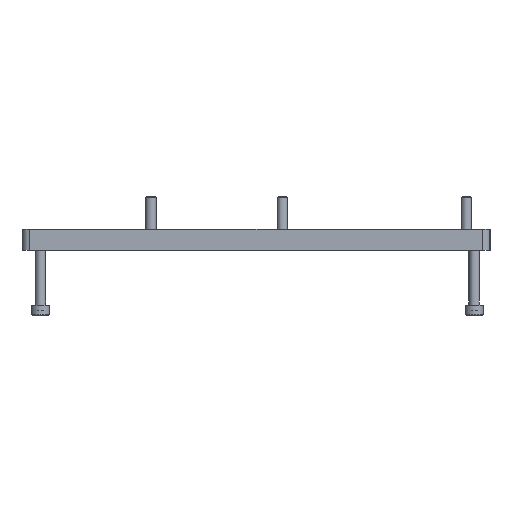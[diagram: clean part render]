
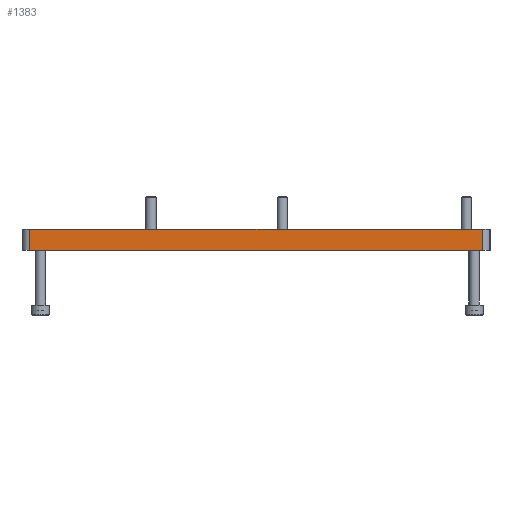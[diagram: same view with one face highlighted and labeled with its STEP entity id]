
A CAD part, left-side view. The second image highlights one B-rep face of the part: STEP entity #1383.
In plain terms, the highlighted planar face has unit normal (-1, 0, 0).
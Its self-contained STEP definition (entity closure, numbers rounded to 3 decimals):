
#9 = CARTESIAN_POINT ( 'NONE',  ( -227.25, -134.3, 0. ) ) ;
#65 = CARTESIAN_POINT ( 'NONE',  ( -227.25, -134.3, 8. ) ) ;
#134 = DIRECTION ( 'NONE',  ( 1., 0., 0. ) ) ;
#230 = LINE ( 'NONE', #4281, #2897 ) ;
#491 = EDGE_CURVE ( 'NONE', #2650, #2756, #737, .T. ) ;
#492 = VECTOR ( 'NONE', #3969, 1000. ) ;
#554 = LINE ( 'NONE', #1964, #492 ) ;
#573 = EDGE_CURVE ( 'NONE', #2063, #2756, #3416, .T. ) ;
#628 = ORIENTED_EDGE ( 'NONE', *, *, #3916, .T. ) ;
#737 = LINE ( 'NONE', #9, #2952 ) ;
#1064 = DIRECTION ( 'NONE',  ( 0., 0., -1. ) ) ;
#1383 = ADVANCED_FACE ( 'NONE', ( #3116 ), #3137, .F. ) ;
#1439 = CARTESIAN_POINT ( 'NONE',  ( -227.25, 37.7, 8. ) ) ;
#1568 = CARTESIAN_POINT ( 'NONE',  ( -227.25, -134.3, 8. ) ) ;
#1735 = CARTESIAN_POINT ( 'NONE',  ( -227.25, -134.3, 0. ) ) ;
#1764 = EDGE_LOOP ( 'NONE', ( #2706, #3303, #2101, #628 ) ) ;
#1771 = DIRECTION ( 'NONE',  ( 0., 0., -1. ) ) ;
#1964 = CARTESIAN_POINT ( 'NONE',  ( -227.25, 37.7, 8. ) ) ;
#2063 = VERTEX_POINT ( 'NONE', #1568 ) ;
#2101 = ORIENTED_EDGE ( 'NONE', *, *, #2880, .F. ) ;
#2158 = VERTEX_POINT ( 'NONE', #1439 ) ;
#2268 = VECTOR ( 'NONE', #1064, 1000. ) ;
#2403 = DIRECTION ( 'NONE',  ( 0., -1., 0. ) ) ;
#2586 = DIRECTION ( 'NONE',  ( 0., -1., 0. ) ) ;
#2615 = CARTESIAN_POINT ( 'NONE',  ( -227.25, 37.7, 0. ) ) ;
#2650 = VERTEX_POINT ( 'NONE', #2615 ) ;
#2706 = ORIENTED_EDGE ( 'NONE', *, *, #491, .T. ) ;
#2742 = CARTESIAN_POINT ( 'NONE',  ( -227.25, -134.3, 8. ) ) ;
#2756 = VERTEX_POINT ( 'NONE', #1735 ) ;
#2880 = EDGE_CURVE ( 'NONE', #2158, #2063, #230, .T. ) ;
#2897 = VECTOR ( 'NONE', #2586, 1000. ) ;
#2952 = VECTOR ( 'NONE', #2403, 1000. ) ;
#3116 = FACE_OUTER_BOUND ( 'NONE', #1764, .T. ) ;
#3137 = PLANE ( 'NONE',  #3998 ) ;
#3303 = ORIENTED_EDGE ( 'NONE', *, *, #573, .F. ) ;
#3416 = LINE ( 'NONE', #2742, #2268 ) ;
#3916 = EDGE_CURVE ( 'NONE', #2158, #2650, #554, .T. ) ;
#3969 = DIRECTION ( 'NONE',  ( 0., 0., -1. ) ) ;
#3998 = AXIS2_PLACEMENT_3D ( 'NONE', #65, #134, #1771 ) ;
#4281 = CARTESIAN_POINT ( 'NONE',  ( -227.25, -134.3, 8. ) ) ;
